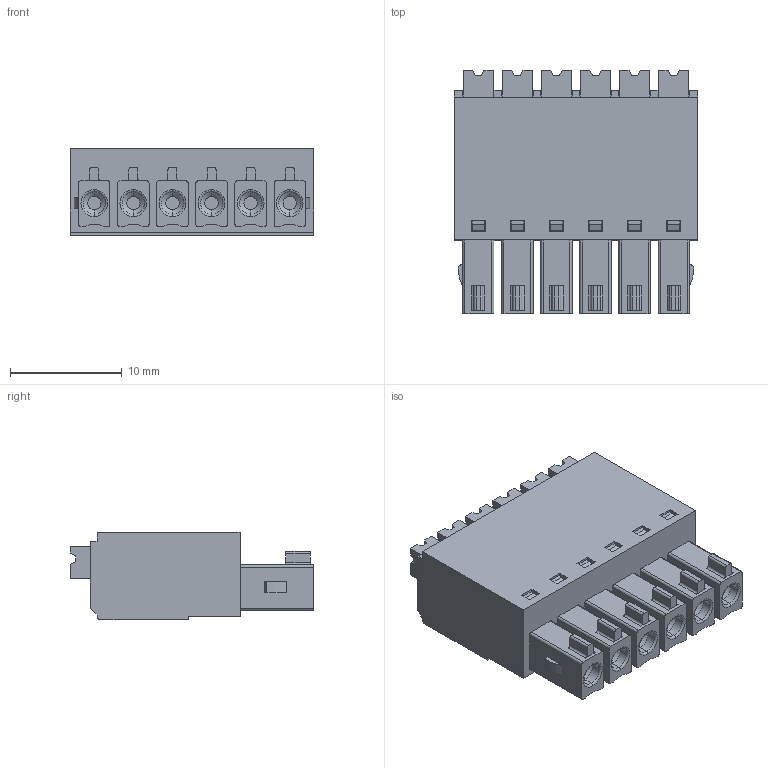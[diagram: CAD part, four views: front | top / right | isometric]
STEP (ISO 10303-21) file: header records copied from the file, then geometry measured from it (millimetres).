
FILE_DESCRIPTION (( 'STEP AP214' ), '1' );
FILE_NAME ('15EDGKN-3.5-06P-14-00AH.STEP', '2021-01-29T23:37:18', ( '' ), ( '' ), 'SwSTEP 2.0', 'SolidWorks 2020', '' );
FILE_SCHEMA (( 'AUTOMOTIVE_DESIGN' ));
Length unit declared in the file: millimetre
Products named in the file (1): 15EDGKN-3.5-06P-14-00AH
Bounding box: 21.8 x 21.8 x 7.8 mm (x, y, z)
Volume: 2239.6 mm3; surface area: 3096.3 mm2
Topology: 1 solids, 7 shells, 987 faces, 2604 edges, 1696 vertices
Faces by surface type: plane 677, cylinder 137, bspline 125, cone 30, torus 18
Entity records: 41576 total; most frequent: CARTESIAN_POINT 13043, ORIENTED_EDGE 5208, DIRECTION 4330, EDGE_CURVE 2604, LINE 1924, VECTOR 1924, VERTEX_POINT 1696, AXIS2_PLACEMENT_3D 1203
